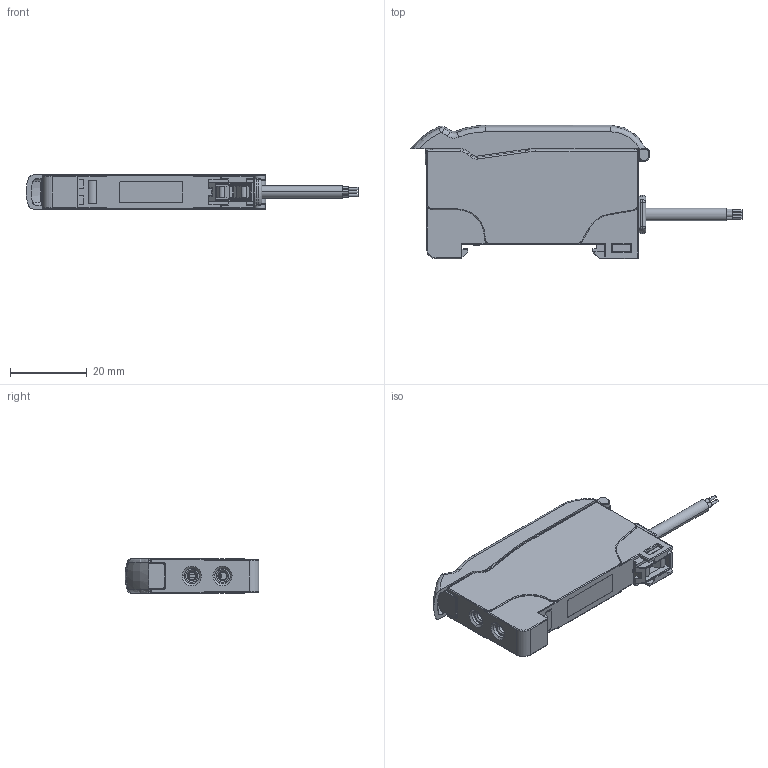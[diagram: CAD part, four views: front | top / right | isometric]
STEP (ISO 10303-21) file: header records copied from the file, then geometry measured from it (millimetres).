
FILE_DESCRIPTION((''),'2;1');
FILE_NAME('SU18-POTI-1_ASM','2010-07-01T',('XHMao'),(''),'PRO/ENGINEER BY PARAMETRIC TECHNOLOGY CORPORATION, 2006140','PRO/ENGINEER BY PARAMETRIC TECHNOLOGY CORPORATION, 2006140','');
FILE_SCHEMA(('CONFIG_CONTROL_DESIGN'));
Length unit declared in the file: millimetre
Products named in the file (14): SG01801-SU18-OK-HG8; SG01802-SU18-OK-CH8; SG01803-SU18-OK-CH7; SG01807-SU18-OK-FR8; SG01820-SU18-O-SA8-02_ASM; SG01806-SU18-OK-LV7; SG01804-SU18-OK-CL7; SG01808-SU18-OK-LK7; 542719E; SG01900-SU18-OK-PK7; PSSM-130; PSSM-120; SG03919-SU18-OK-CB7; SU18-POTI-1_ASM
Assembly tree (14 placements, depth 3):
  SU18-POTI-1_ASM
    SG01801-SU18-OK-HG8
    SG01802-SU18-OK-CH8
    SG01803-SU18-OK-CH7
    SG01820-SU18-O-SA8-02_ASM
      SG01807-SU18-OK-FR8
    SG01806-SU18-OK-LV7
    SG01804-SU18-OK-CL7
    SG01808-SU18-OK-LK7
    542719E
    SG01900-SU18-OK-PK7
    PSSM-130  x2
    PSSM-120
    SG03919-SU18-OK-CB7
Bounding box: 86.31 x 34.75 x 9 mm (x, y, z)
Volume: 7205.8 mm3; surface area: 16710.7 mm2
Topology: 20 solids, 20 shells, 2000 faces, 5378 edges, 3429 vertices
Faces by surface type: plane 1269, cylinder 451, bspline 83, cone 83, torus 67, sphere 35, extrusion 12
Entity records: 66337 total; most frequent: CARTESIAN_POINT 19447, ORIENTED_EDGE 10256, DIRECTION 8881, EDGE_CURVE 5128, VECTOR 3587, LINE 3575, VERTEX_POINT 3265, AXIS2_PLACEMENT_3D 2647
